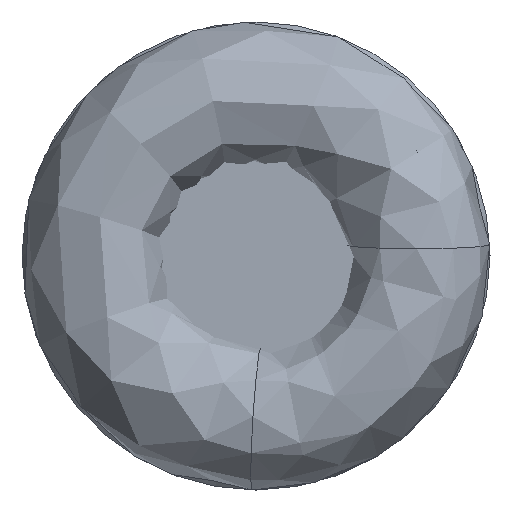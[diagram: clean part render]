
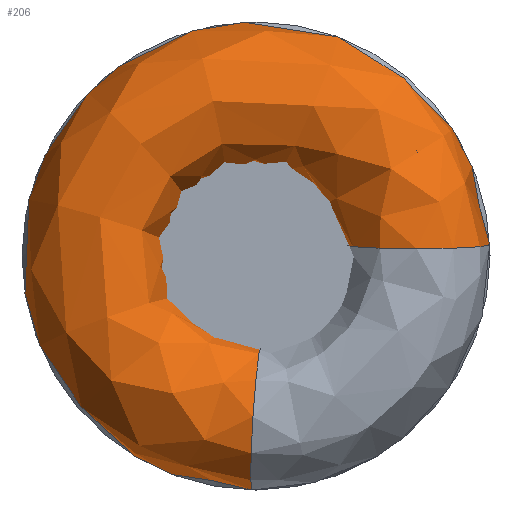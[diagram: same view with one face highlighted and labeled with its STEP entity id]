
A CAD part, left-side view. The second image highlights one B-rep face of the part: STEP entity #206.
In plain terms, the highlighted free-form (B-spline) face has degree [3, 3] with [7, 7] control points.
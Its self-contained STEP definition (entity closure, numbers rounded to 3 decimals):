
#206=ADVANCED_FACE('',(#228,#229),#225,.T.);
#225=(
BOUNDED_SURFACE()
B_SPLINE_SURFACE(3,3,((#513,#514,#515,#516,#517,#518,#519),(#520,#521,#522,
#523,#524,#525,#526),(#527,#528,#529,#530,#531,#532,#533),(#534,#535,#536,
#537,#538,#539,#540),(#541,#542,#543,#544,#545,#546,#547),(#548,#549,#550,
#551,#552,#553,#554),(#555,#556,#557,#558,#559,#560,#561)),
 .UNSPECIFIED.,.T.,.F.,.F.)
B_SPLINE_SURFACE_WITH_KNOTS((1,3,3,3,1),(4,3,4),(-0.5,0.,0.5,1.,1.5),(0.,
0.5,1.),.UNSPECIFIED.)
GEOMETRIC_REPRESENTATION_ITEM()
RATIONAL_B_SPLINE_SURFACE(((1.,0.598,0.598,1.,0.598,
0.598,1.),(0.333,0.199,0.199,
0.333,0.199,0.199,0.333),
(0.333,0.199,0.199,0.333,
0.199,0.199,0.333),(1.,0.598,
0.598,1.,0.598,0.598,1.),(0.333,
0.199,0.199,0.333,0.199,
0.199,0.333),(0.333,0.199,
0.199,0.333,0.199,0.199,
0.333),(1.,0.598,0.598,1.,0.598,
0.598,1.)))
REPRESENTATION_ITEM('')
SURFACE()
);
#228=FACE_BOUND('',#262,.T.);
#229=FACE_BOUND('',#263,.T.);
#262=EDGE_LOOP('',(#298));
#263=EDGE_LOOP('',(#299));
#298=ORIENTED_EDGE('',*,*,#351,.F.);
#299=ORIENTED_EDGE('',*,*,#350,.T.);
#332=VERTEX_POINT('',#482);
#333=VERTEX_POINT('',#484);
#350=EDGE_CURVE('',#332,#332,#368,.T.);
#351=EDGE_CURVE('',#333,#333,#369,.T.);
#368=CIRCLE('',#387,5.);
#369=CIRCLE('',#388,5.);
#387=AXIS2_PLACEMENT_3D('',#481,#417,#418);
#388=AXIS2_PLACEMENT_3D('',#483,#419,#420);
#417=DIRECTION('',(-0.052,0.,0.999));
#418=DIRECTION('',(0.999,0.,0.052));
#419=DIRECTION('',(-0.052,-0.997,-0.064));
#420=DIRECTION('',(0.999,-0.052,-0.003));
#481=CARTESIAN_POINT('',(4.993,-10.982,0.762));
#482=CARTESIAN_POINT('',(9.986,-10.982,1.023));
#483=CARTESIAN_POINT('',(4.993,-0.053,-11.008));
#484=CARTESIAN_POINT('',(9.986,-0.314,-11.025));
#513=CARTESIAN_POINT('',(9.986,-10.982,1.023));
#514=CARTESIAN_POINT('',(9.986,-9.936,12.251));
#515=CARTESIAN_POINT('',(9.986,0.783,15.754));
#516=CARTESIAN_POINT('',(9.986,8.258,7.311));
#517=CARTESIAN_POINT('',(9.986,15.733,-1.131));
#518=CARTESIAN_POINT('',(9.986,10.957,-11.346));
#519=CARTESIAN_POINT('',(9.986,-0.314,-11.025));
#520=CARTESIAN_POINT('',(9.986,-0.982,1.023));
#521=CARTESIAN_POINT('',(9.986,0.064,2.027));
#522=CARTESIAN_POINT('',(9.986,1.401,1.466));
#523=CARTESIAN_POINT('',(9.986,1.418,0.016));
#524=CARTESIAN_POINT('',(9.986,1.435,-1.434));
#525=CARTESIAN_POINT('',(9.986,0.111,-2.025));
#526=CARTESIAN_POINT('',(9.986,-0.958,-1.046));
#527=CARTESIAN_POINT('',(0.,-0.982,0.5));
#528=CARTESIAN_POINT('',(0.,-0.471,1.504));
#529=CARTESIAN_POINT('',(0.,0.654,1.434));
#530=CARTESIAN_POINT('',(0.,1.036,0.374));
#531=CARTESIAN_POINT('',(0.,1.419,-0.685));
#532=CARTESIAN_POINT('',(0.,0.599,-1.457));
#533=CARTESIAN_POINT('',(0.,-0.436,-1.012));
#534=CARTESIAN_POINT('',(0.,-10.982,0.5));
#535=CARTESIAN_POINT('',(0.,-10.471,11.728));
#536=CARTESIAN_POINT('',(0.,0.035,15.722));
#537=CARTESIAN_POINT('',(0.,7.876,7.669));
#538=CARTESIAN_POINT('',(0.,15.717,-0.383));
#539=CARTESIAN_POINT('',(0.,11.445,-10.779));
#540=CARTESIAN_POINT('',(0.,0.208,-10.991));
#541=CARTESIAN_POINT('',(0.,-20.982,0.5));
#542=CARTESIAN_POINT('',(0.,-20.471,21.951));
#543=CARTESIAN_POINT('',(0.,-0.584,30.009));
#544=CARTESIAN_POINT('',(0.,14.716,14.965));
#545=CARTESIAN_POINT('',(0.,30.015,-0.08));
#546=CARTESIAN_POINT('',(0.,22.292,-20.1));
#547=CARTESIAN_POINT('',(0.,0.852,-20.97));
#548=CARTESIAN_POINT('',(9.986,-20.982,1.023));
#549=CARTESIAN_POINT('',(9.986,-19.936,22.475));
#550=CARTESIAN_POINT('',(9.986,0.164,30.042));
#551=CARTESIAN_POINT('',(9.986,15.097,14.607));
#552=CARTESIAN_POINT('',(9.986,30.031,-0.829));
#553=CARTESIAN_POINT('',(9.986,21.804,-20.667));
#554=CARTESIAN_POINT('',(9.986,0.329,-21.004));
#555=CARTESIAN_POINT('',(9.986,-10.982,1.023));
#556=CARTESIAN_POINT('',(9.986,-9.936,12.251));
#557=CARTESIAN_POINT('',(9.986,0.783,15.754));
#558=CARTESIAN_POINT('',(9.986,8.258,7.311));
#559=CARTESIAN_POINT('',(9.986,15.733,-1.131));
#560=CARTESIAN_POINT('',(9.986,10.957,-11.346));
#561=CARTESIAN_POINT('',(9.986,-0.314,-11.025));
